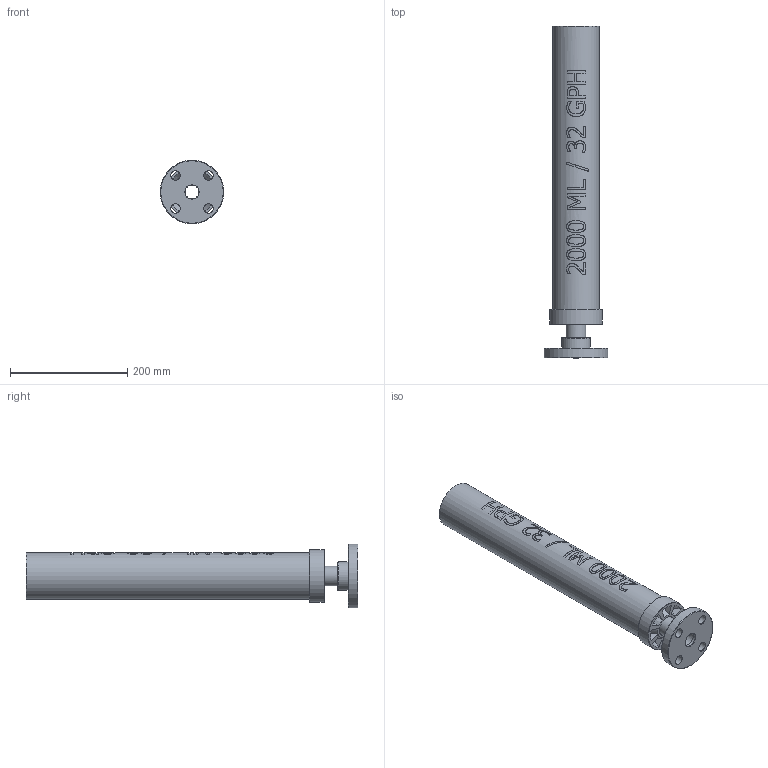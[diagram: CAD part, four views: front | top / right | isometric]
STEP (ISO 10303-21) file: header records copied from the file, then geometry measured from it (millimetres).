
FILE_DESCRIPTION((''),'2;1');
FILE_NAME('PV#1-2000-F_R0.ipt.stp','2017-07-11T09:24:05',(''),(''),'Autodesk Inventor 2009','Autodesk Inventor 2009','');
FILE_SCHEMA(('AUTOMOTIVE_DESIGN { 1 0 10303 214 1 1 1 1 }'));
Length unit declared in the file: inch
Products named in the file (1): PV#1-2000-F_R0
Bounding box: 107.54 x 565.15 x 107.54 mm (x, y, z)
Volume: 459438.9 mm3; surface area: 312709.3 mm2
Topology: 1 solids, 1 shells, 275 faces, 700 edges, 460 vertices
Faces by surface type: bspline 132, plane 86, cylinder 31, cone 13, torus 13
Full cylindrical faces by diameter (mm): 16.002 x4, 23.774 x1, 24.308 x1, 29.362 x1, 33.401 x1, 49.301 x1, 76.098 x1, 76.327 x1, 79.375 x1, 80.162 x1, 88.9 x1, 107.95 x1
Entity records: 57547 total; most frequent: CARTESIAN_POINT 51820, ORIENTED_EDGE 1330, DIRECTION 769, EDGE_CURVE 665, VERTEX_POINT 458, EDGE_LOOP 351, FACE_OUTER_BOUND 275, ADVANCED_FACE 275
